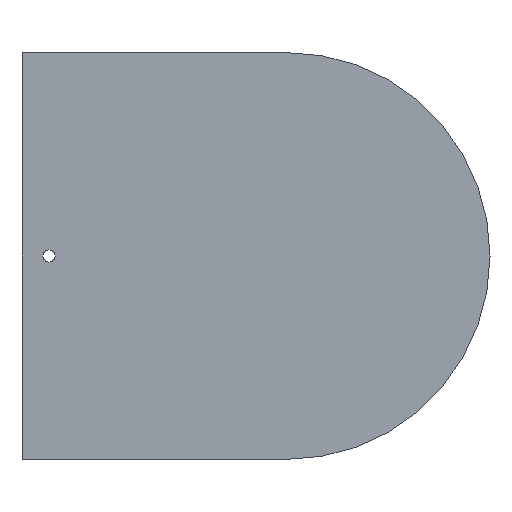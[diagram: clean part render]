
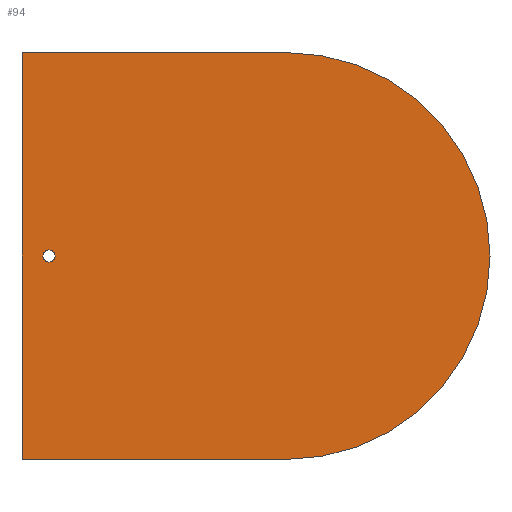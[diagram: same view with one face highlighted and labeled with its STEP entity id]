
A CAD part, left-side view. The second image highlights one B-rep face of the part: STEP entity #94.
In plain terms, the highlighted planar face has unit normal (-1, 0, 0).
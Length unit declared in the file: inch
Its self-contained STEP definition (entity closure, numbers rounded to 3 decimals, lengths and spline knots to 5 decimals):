
#6 = VERTEX_POINT ( 'NONE', #130 ) ;
#8 = EDGE_CURVE ( 'NONE', #6, #72, #129, .T. ) ;
#15 = VERTEX_POINT ( 'NONE', #113 ) ;
#19 = EDGE_CURVE ( 'NONE', #15, #150, #108, .T. ) ;
#24 = EDGE_CURVE ( 'NONE', #25, #26, #60, .T. ) ;
#25 = VERTEX_POINT ( 'NONE', #55 ) ;
#26 = VERTEX_POINT ( 'NONE', #54 ) ;
#54 = CARTESIAN_POINT ( 'NONE',  ( -0.1875, 5.5, -0.14063 ) ) ;
#55 = CARTESIAN_POINT ( 'NONE',  ( -0.1875, 5.5, 0.14063 ) ) ;
#56 = DIRECTION ( 'NONE',  ( 0., 0., -1. ) ) ;
#57 = DIRECTION ( 'NONE',  ( 1., 0., 0. ) ) ;
#58 = CARTESIAN_POINT ( 'NONE',  ( -0.1875, 5.5, 0. ) ) ;
#59 = AXIS2_PLACEMENT_3D ( 'NONE', #58, #57, #56 ) ;
#60 = CIRCLE ( 'NONE', #59, 0.14063 ) ;
#72 = VERTEX_POINT ( 'NONE', #315 ) ;
#83 = ORIENTED_EDGE ( 'NONE', *, *, #88, .T. ) ;
#88 = EDGE_CURVE ( 'NONE', #15, #72, #169, .T. ) ;
#89 = ORIENTED_EDGE ( 'NONE', *, *, #8, .F. ) ;
#90 = ORIENTED_EDGE ( 'NONE', *, *, #19, .F. ) ;
#91 = ORIENTED_EDGE ( 'NONE', *, *, #141, .F. ) ;
#92 = EDGE_LOOP ( 'NONE', ( #95, #97 ) ) ;
#94 = ADVANCED_FACE ( 'NONE', ( #307, #306 ), #303, .F. ) ;
#95 = ORIENTED_EDGE ( 'NONE', *, *, #96, .T. ) ;
#96 = EDGE_CURVE ( 'NONE', #26, #25, #159, .T. ) ;
#97 = ORIENTED_EDGE ( 'NONE', *, *, #24, .T. ) ;
#98 = EDGE_LOOP ( 'NONE', ( #90, #83, #89, #91 ) ) ;
#105 = DIRECTION ( 'NONE',  ( 0., 1., 0. ) ) ;
#106 = VECTOR ( 'NONE', #105, 39.37008 ) ;
#107 = CARTESIAN_POINT ( 'NONE',  ( -0.1875, 6.125, -4.70937 ) ) ;
#108 = LINE ( 'NONE', #107, #106 ) ;
#113 = CARTESIAN_POINT ( 'NONE',  ( -0.1875, 0., -4.70937 ) ) ;
#126 = DIRECTION ( 'NONE',  ( 0., -1., 0. ) ) ;
#127 = VECTOR ( 'NONE', #126, 39.37008 ) ;
#128 = CARTESIAN_POINT ( 'NONE',  ( -0.1875, 6.125, 4.70937 ) ) ;
#129 = LINE ( 'NONE', #128, #127 ) ;
#130 = CARTESIAN_POINT ( 'NONE',  ( -0.1875, 6.125, 4.70937 ) ) ;
#141 = EDGE_CURVE ( 'NONE', #150, #6, #160, .T. ) ;
#150 = VERTEX_POINT ( 'NONE', #239 ) ;
#156 = DIRECTION ( 'NONE',  ( 1., 0., 0. ) ) ;
#157 = CARTESIAN_POINT ( 'NONE',  ( -0.1875, 5.5, 0. ) ) ;
#158 = AXIS2_PLACEMENT_3D ( 'NONE', #157, #156, #302 ) ;
#159 = CIRCLE ( 'NONE', #158, 0.14063 ) ;
#160 = LINE ( 'NONE', #301, #300 ) ;
#161 = DIRECTION ( 'NONE',  ( 0., 0., -1. ) ) ;
#162 = DIRECTION ( 'NONE',  ( 1., 0., 0. ) ) ;
#169 = CIRCLE ( 'NONE', #310, 4.70937 ) ;
#170 = CARTESIAN_POINT ( 'NONE',  ( -0.1875, 0., 0. ) ) ;
#239 = CARTESIAN_POINT ( 'NONE',  ( -0.1875, 6.125, -4.70937 ) ) ;
#299 = DIRECTION ( 'NONE',  ( 0., 0., 1. ) ) ;
#300 = VECTOR ( 'NONE', #299, 39.37008 ) ;
#301 = CARTESIAN_POINT ( 'NONE',  ( -0.1875, 6.125, 4.70937 ) ) ;
#302 = DIRECTION ( 'NONE',  ( 0., 0., -1. ) ) ;
#303 = PLANE ( 'NONE',  #305 ) ;
#304 = CARTESIAN_POINT ( 'NONE',  ( -0.1875, -6.125, 4.70937 ) ) ;
#305 = AXIS2_PLACEMENT_3D ( 'NONE', #304, #162, #161 ) ;
#306 = FACE_OUTER_BOUND ( 'NONE', #98, .T. ) ;
#307 = FACE_BOUND ( 'NONE', #92, .T. ) ;
#308 = DIRECTION ( 'NONE',  ( 0., 0., -1. ) ) ;
#309 = DIRECTION ( 'NONE',  ( -1., 0., 0. ) ) ;
#310 = AXIS2_PLACEMENT_3D ( 'NONE', #170, #309, #308 ) ;
#315 = CARTESIAN_POINT ( 'NONE',  ( -0.1875, 0., 4.70937 ) ) ;
